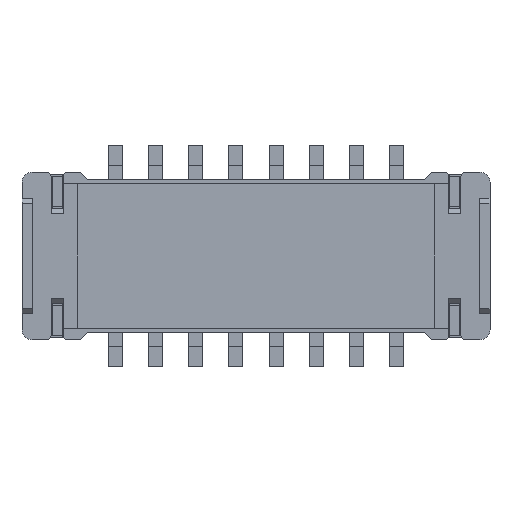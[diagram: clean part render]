
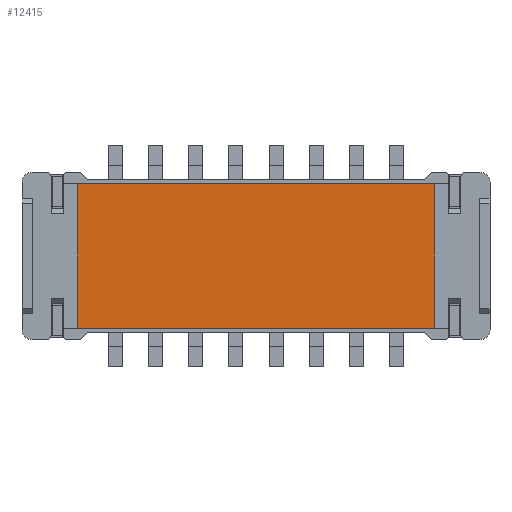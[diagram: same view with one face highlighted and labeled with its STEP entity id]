
A CAD part, front view. The second image highlights one B-rep face of the part: STEP entity #12415.
In plain terms, the highlighted planar face has unit normal (0, -1, 0).
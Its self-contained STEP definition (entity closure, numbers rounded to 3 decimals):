
#508=DIRECTION('',(1.,0.,0.));
#509=VECTOR('',#508,3.56);
#510=CARTESIAN_POINT('',(-1.78,0.,-0.72));
#511=LINE('',#510,#509);
#512=DIRECTION('',(0.,0.,1.));
#513=VECTOR('',#512,1.44);
#514=CARTESIAN_POINT('',(-1.78,0.,-0.72));
#515=LINE('',#514,#513);
#516=DIRECTION('',(1.,0.,0.));
#517=VECTOR('',#516,3.56);
#518=CARTESIAN_POINT('',(-1.78,0.,0.72));
#519=LINE('',#518,#517);
#520=DIRECTION('',(0.,0.,1.));
#521=VECTOR('',#520,1.44);
#522=CARTESIAN_POINT('',(1.78,0.,-0.72));
#523=LINE('',#522,#521);
#11755=CARTESIAN_POINT('',(-1.78,0.,-0.72));
#11756=CARTESIAN_POINT('',(1.78,0.,-0.72));
#11757=VERTEX_POINT('',#11755);
#11758=VERTEX_POINT('',#11756);
#11771=CARTESIAN_POINT('',(-1.78,0.,0.72));
#11772=VERTEX_POINT('',#11771);
#11773=CARTESIAN_POINT('',(1.78,0.,0.72));
#11774=VERTEX_POINT('',#11773);
#12401=CARTESIAN_POINT('',(-2.33,0.,0.835));
#12402=DIRECTION('',(0.,-1.,0.));
#12403=DIRECTION('',(0.,0.,-1.));
#12404=AXIS2_PLACEMENT_3D('',#12401,#12402,#12403);
#12405=PLANE('',#12404);
#12406=ORIENTED_EDGE('',*,*,#12385,.F.);
#12408=ORIENTED_EDGE('',*,*,#12407,.T.);
#12410=ORIENTED_EDGE('',*,*,#12409,.T.);
#12412=ORIENTED_EDGE('',*,*,#12411,.F.);
#12413=EDGE_LOOP('',(#12406,#12408,#12410,#12412));
#12414=FACE_OUTER_BOUND('',#12413,.F.);
#12415=ADVANCED_FACE('',(#12414),#12405,.T.);
#12385=EDGE_CURVE('',#11757,#11758,#511,.T.);
#12407=EDGE_CURVE('',#11757,#11772,#515,.T.);
#12409=EDGE_CURVE('',#11772,#11774,#519,.T.);
#12411=EDGE_CURVE('',#11758,#11774,#523,.T.);
